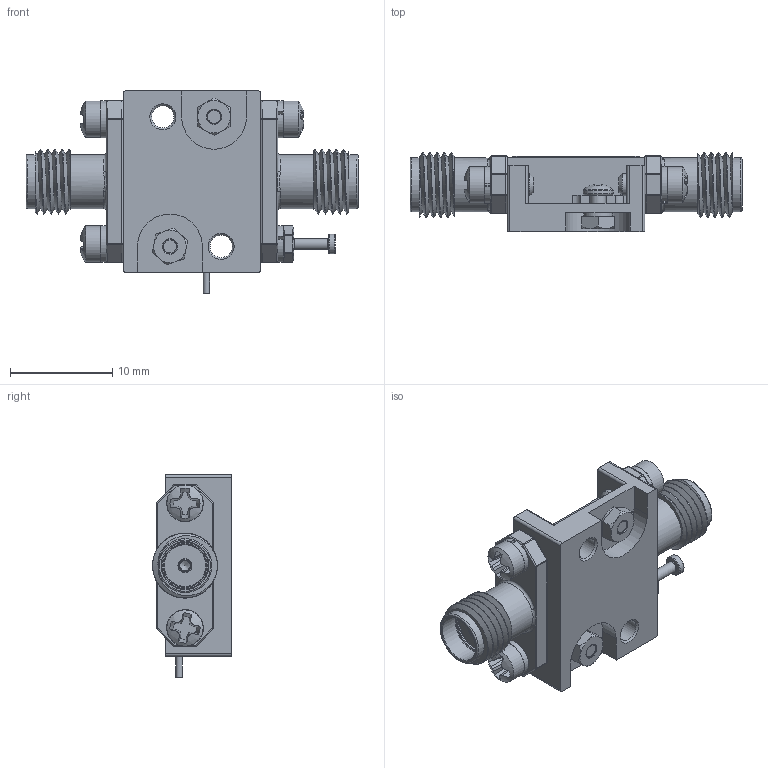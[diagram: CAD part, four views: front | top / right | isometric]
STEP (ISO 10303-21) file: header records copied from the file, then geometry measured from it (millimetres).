
FILE_DESCRIPTION (( 'STEP AP214' ), '1' );
FILE_NAME ('PLNA-44-100M18-SFF.STEP', '2025-01-17T13:19:14', ( '' ), ( '' ), 'SwSTEP 2.0', 'SolidWorks 2024', '' );
FILE_SCHEMA (( 'AUTOMOTIVE_DESIGN' ));
Length unit declared in the file: inch
Products named in the file (1): PLNA-44-100M18-SFF
Bounding box: 32.51 x 7.72 x 19.81 mm (x, y, z)
Volume: 1897.7 mm3; surface area: 3178.7 mm2
Topology: 23 solids, 23 shells, 778 faces, 2716 edges, 2100 vertices
Faces by surface type: plane 379, cylinder 194, cone 68, sphere 61, torus 56, bspline 20
Full cylindrical faces by diameter (mm): 0.305 x2, 0.508 x2, 0.635 x1, 0.762 x2, 1.016 x2, 1.067 x1, 1.18 x6, 1.27 x2, 1.524 x12, 1.93 x1, 2.184 x10, 2.591 x4, 2.946 x2, 3.302 x2, 3.556 x3, 4.191 x4, 4.597 x2, 5.283 x4
Entity records: 44280 total; most frequent: CARTESIAN_POINT 11678, ORIENTED_EDGE 5032, DIRECTION 4052, EDGE_CURVE 2516, VERTEX_POINT 2082, AXIS2_PLACEMENT_3D 1369, LINE 1314, VECTOR 1314
